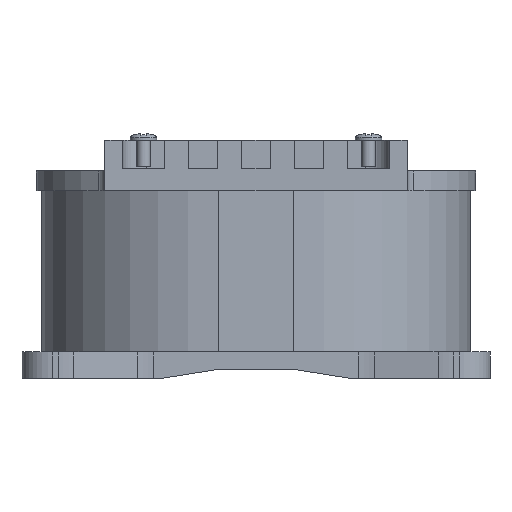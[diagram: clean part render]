
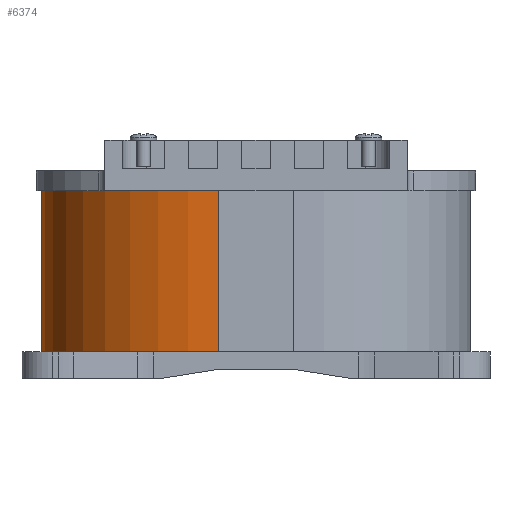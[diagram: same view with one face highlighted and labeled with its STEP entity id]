
A CAD part, front view. The second image highlights one B-rep face of the part: STEP entity #6374.
In plain terms, the highlighted cylindrical face has radius 40 mm (diameter 80 mm), a partial arc.
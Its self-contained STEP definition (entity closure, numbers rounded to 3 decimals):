
#66 = ORIENTED_EDGE ( 'NONE', *, *, #994, .T. ) ;
#180 = AXIS2_PLACEMENT_3D ( 'NONE', #4444, #472, #5943 ) ;
#259 = CYLINDRICAL_SURFACE ( 'NONE', #180, 40. ) ;
#464 = LINE ( 'NONE', #5562, #2957 ) ;
#472 = DIRECTION ( 'NONE',  ( 0., 0., -1. ) ) ;
#821 = ORIENTED_EDGE ( 'NONE', *, *, #4930, .T. ) ;
#994 = EDGE_CURVE ( 'NONE', #3174, #6202, #3028, .T. ) ;
#1120 = VECTOR ( 'NONE', #3923, 1000. ) ;
#1319 = CARTESIAN_POINT ( 'NONE',  ( -8.5, -11.344, 0. ) ) ;
#1418 = CARTESIAN_POINT ( 'NONE',  ( -8.5, -51.344, 137.888 ) ) ;
#1451 = DIRECTION ( 'NONE',  ( 0., 0., 1. ) ) ;
#1516 = ORIENTED_EDGE ( 'NONE', *, *, #4273, .F. ) ;
#1667 = CARTESIAN_POINT ( 'NONE',  ( -8.5, -51.344, 0. ) ) ;
#1827 = DIRECTION ( 'NONE',  ( 1., 0., 0. ) ) ;
#2957 = VECTOR ( 'NONE', #6045, 1000. ) ;
#3028 = CIRCLE ( 'NONE', #6295, 40. ) ;
#3174 = VERTEX_POINT ( 'NONE', #4436 ) ;
#3180 = CIRCLE ( 'NONE', #5399, 40. ) ;
#3275 = CARTESIAN_POINT ( 'NONE',  ( -8.5, -51.344, -36.5 ) ) ;
#3564 = VERTEX_POINT ( 'NONE', #4736 ) ;
#3923 = DIRECTION ( 'NONE',  ( 0., 0., -1. ) ) ;
#3959 = LINE ( 'NONE', #1418, #1120 ) ;
#4240 = FACE_OUTER_BOUND ( 'NONE', #5377, .T. ) ;
#4273 = EDGE_CURVE ( 'NONE', #6060, #6202, #3959, .T. ) ;
#4436 = CARTESIAN_POINT ( 'NONE',  ( -48.5, -11.344, -36.5 ) ) ;
#4444 = CARTESIAN_POINT ( 'NONE',  ( -8.5, -11.344, 137.888 ) ) ;
#4461 = CARTESIAN_POINT ( 'NONE',  ( -8.5, -11.344, -36.5 ) ) ;
#4651 = EDGE_CURVE ( 'NONE', #3564, #6060, #3180, .T. ) ;
#4736 = CARTESIAN_POINT ( 'NONE',  ( -48.5, -11.344, 0. ) ) ;
#4832 = DIRECTION ( 'NONE',  ( 0., 0., 1. ) ) ;
#4930 = EDGE_CURVE ( 'NONE', #3564, #3174, #464, .T. ) ;
#4945 = ORIENTED_EDGE ( 'NONE', *, *, #4651, .F. ) ;
#4953 = DIRECTION ( 'NONE',  ( -1., 0., 0. ) ) ;
#5377 = EDGE_LOOP ( 'NONE', ( #4945, #821, #66, #1516 ) ) ;
#5399 = AXIS2_PLACEMENT_3D ( 'NONE', #1319, #4832, #1827 ) ;
#5562 = CARTESIAN_POINT ( 'NONE',  ( -48.5, -11.344, 137.888 ) ) ;
#5943 = DIRECTION ( 'NONE',  ( -1., 0., 0. ) ) ;
#6045 = DIRECTION ( 'NONE',  ( 0., 0., -1. ) ) ;
#6060 = VERTEX_POINT ( 'NONE', #1667 ) ;
#6202 = VERTEX_POINT ( 'NONE', #3275 ) ;
#6295 = AXIS2_PLACEMENT_3D ( 'NONE', #4461, #1451, #4953 ) ;
#6374 = ADVANCED_FACE ( 'NONE', ( #4240 ), #259, .T. ) ;
